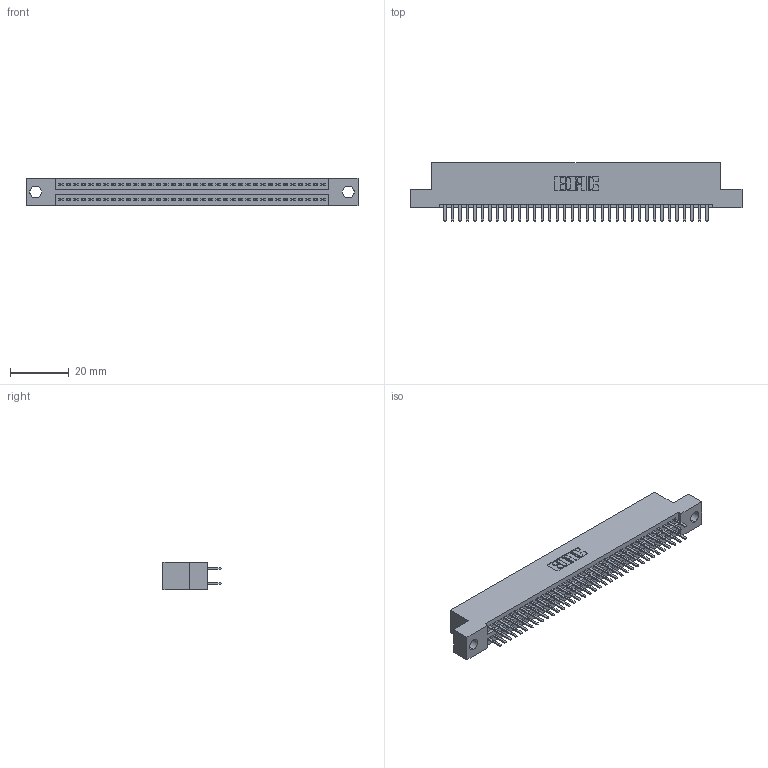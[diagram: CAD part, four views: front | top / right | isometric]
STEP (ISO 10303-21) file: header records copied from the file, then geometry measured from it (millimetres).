
FILE_DESCRIPTION (( 'STEP AP203' ), '1' );
FILE_NAME ('395-072-520-204.STEP', '2021-06-17T04:46:57', ( '' ), ( '' ), 'SwSTEP 2.0', 'SolidWorks 2020', '' );
FILE_SCHEMA (( 'CONFIG_CONTROL_DESIGN' ));
Length unit declared in the file: inch
Products named in the file (3): 345-292-001_345-293-120; 345 Part_Flush Mounting Lugs - 0.156 Dia-TI; 395-072-520-204
Assembly tree (73 placements, depth 2):
  395-072-520-204
    345 Part_Flush Mounting Lugs - 0.156 Dia-TI
    345-292-001_345-293-120  x72
Bounding box: 112.65 x 19.68 x 9.4 mm (x, y, z)
Volume: 10749.5 mm3; surface area: 15557.7 mm2
Topology: 73 solids, 73 shells, 4028 faces, 11681 edges, 7594 vertices
Faces by surface type: plane 2614, cylinder 1414
Entity records: 29587 total; most frequent: CARTESIAN_POINT 4982, ORIENTED_EDGE 4902, DIRECTION 4387, EDGE_CURVE 2451, VECTOR 2171, LINE 2171, VERTEX_POINT 1630, AXIS2_PLACEMENT_3D 1108
